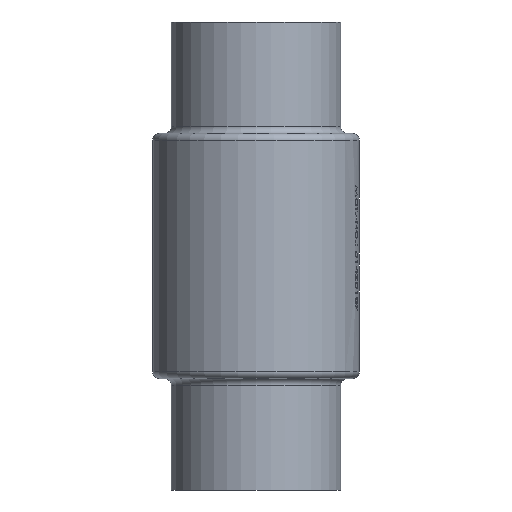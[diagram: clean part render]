
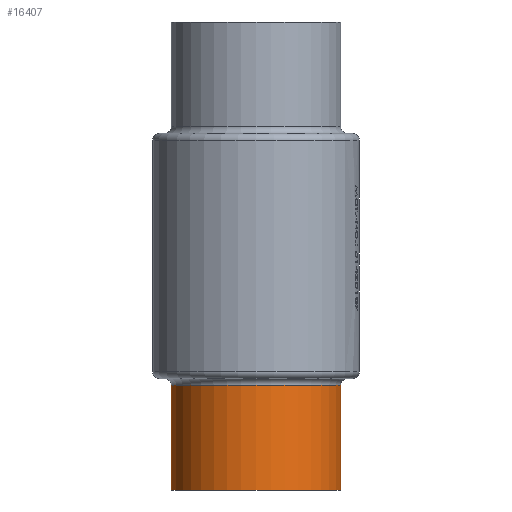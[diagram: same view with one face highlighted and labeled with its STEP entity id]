
A CAD part, front view. The second image highlights one B-rep face of the part: STEP entity #16407.
In plain terms, the highlighted cylindrical face has radius 38.05 mm (diameter 76.1 mm), a partial arc.
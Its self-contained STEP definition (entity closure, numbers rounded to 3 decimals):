
#370 = CARTESIAN_POINT ( 'NONE',  ( 38.05, 0., -210. ) ) ;
#769 = VERTEX_POINT ( 'NONE', #370 ) ;
#1598 = AXIS2_PLACEMENT_3D ( 'NONE', #16637, #23927, #17334 ) ;
#2310 = LINE ( 'NONE', #21743, #18322 ) ;
#2552 = CIRCLE ( 'NONE', #14867, 38.05 ) ;
#2959 = CYLINDRICAL_SURFACE ( 'NONE', #27200, 38.05 ) ;
#2966 = LINE ( 'NONE', #4982, #12454 ) ;
#4982 = CARTESIAN_POINT ( 'NONE',  ( 38.05, 0., -210. ) ) ;
#5109 = DIRECTION ( 'NONE',  ( 1., 0., 0. ) ) ;
#5953 = EDGE_LOOP ( 'NONE', ( #12648, #23403, #16467, #8154 ) ) ;
#7506 = EDGE_CURVE ( 'NONE', #8748, #11249, #2310, .T. ) ;
#8154 = ORIENTED_EDGE ( 'NONE', *, *, #27958, .F. ) ;
#8748 = VERTEX_POINT ( 'NONE', #23300 ) ;
#10720 = DIRECTION ( 'NONE',  ( 1., 0., 0. ) ) ;
#11249 = VERTEX_POINT ( 'NONE', #15114 ) ;
#11620 = EDGE_CURVE ( 'NONE', #11249, #769, #13912, .T. ) ;
#12454 = VECTOR ( 'NONE', #22280, 1000. ) ;
#12648 = ORIENTED_EDGE ( 'NONE', *, *, #15659, .T. ) ;
#13912 = CIRCLE ( 'NONE', #1598, 38.05 ) ;
#14867 = AXIS2_PLACEMENT_3D ( 'NONE', #19433, #21149, #10720 ) ;
#15114 = CARTESIAN_POINT ( 'NONE',  ( -38.05, 0., -210. ) ) ;
#15659 = EDGE_CURVE ( 'NONE', #23444, #8748, #2552, .T. ) ;
#16407 = ADVANCED_FACE ( 'NONE', ( #17973 ), #2959, .T. ) ;
#16467 = ORIENTED_EDGE ( 'NONE', *, *, #11620, .T. ) ;
#16637 = CARTESIAN_POINT ( 'NONE',  ( 0., 0., -210. ) ) ;
#17334 = DIRECTION ( 'NONE',  ( 1., 0., 0. ) ) ;
#17973 = FACE_OUTER_BOUND ( 'NONE', #5953, .T. ) ;
#18256 = CARTESIAN_POINT ( 'NONE',  ( 0., 0., -210. ) ) ;
#18322 = VECTOR ( 'NONE', #19598, 1000. ) ;
#19433 = CARTESIAN_POINT ( 'NONE',  ( 0., 0., -163. ) ) ;
#19598 = DIRECTION ( 'NONE',  ( 0., 0., -1. ) ) ;
#21149 = DIRECTION ( 'NONE',  ( 0., 0., -1. ) ) ;
#21743 = CARTESIAN_POINT ( 'NONE',  ( -38.05, 0., -210. ) ) ;
#22280 = DIRECTION ( 'NONE',  ( 0., 0., -1. ) ) ;
#23300 = CARTESIAN_POINT ( 'NONE',  ( -38.05, 0., -163. ) ) ;
#23403 = ORIENTED_EDGE ( 'NONE', *, *, #7506, .T. ) ;
#23444 = VERTEX_POINT ( 'NONE', #24586 ) ;
#23927 = DIRECTION ( 'NONE',  ( 0., 0., 1. ) ) ;
#24408 = DIRECTION ( 'NONE',  ( 0., 0., -1. ) ) ;
#24586 = CARTESIAN_POINT ( 'NONE',  ( 38.05, 0., -163. ) ) ;
#27200 = AXIS2_PLACEMENT_3D ( 'NONE', #18256, #24408, #5109 ) ;
#27958 = EDGE_CURVE ( 'NONE', #23444, #769, #2966, .T. ) ;
